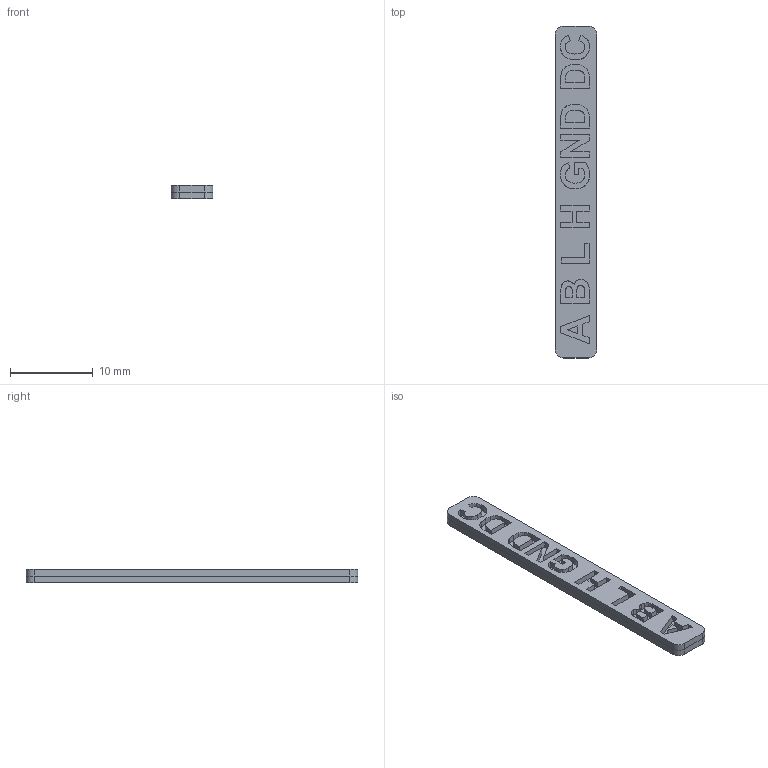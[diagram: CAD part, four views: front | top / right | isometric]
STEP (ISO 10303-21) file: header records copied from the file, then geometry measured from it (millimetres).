
FILE_DESCRIPTION(('STEP AP214'), '1');
FILE_NAME('name_panel_2', '', ('UNSPECIFIED'), ('UNSPECIFIED'), 'C3D Converter', 'C3D Toolkit', '');
FILE_SCHEMA(('AUTOMOTIVE_DESIGN { 1 0 10303 214 3 1 1}'));
Length unit declared in the file: millimetre
Bounding box: 5 x 40 x 1.6 mm (x, y, z)
Volume: 279.3 mm3; surface area: 965.3 mm2
Topology: 7 solids, 7 shells, 188 faces, 522 edges, 348 vertices
Faces by surface type: plane 90, extrusion 90, cylinder 8
Entity records: 7698 total; most frequent: CARTESIAN_POINT 1599, ORIENTED_EDGE 1044, DIRECTION 646, EDGE_CURVE 522, VECTOR 416, VERTEX_POINT 348, LINE 326, B_SPLINE_CURVE_WITH_KNOTS 270
